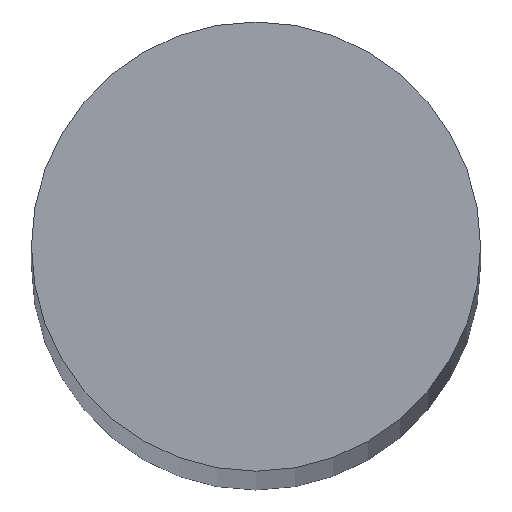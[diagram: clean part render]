
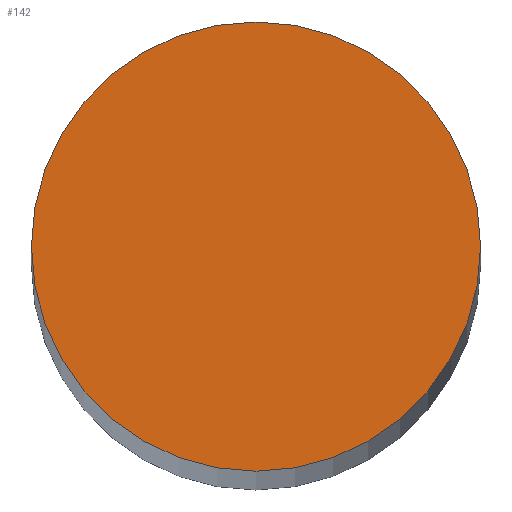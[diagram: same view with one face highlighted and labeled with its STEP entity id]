
A CAD part, top view. The second image highlights one B-rep face of the part: STEP entity #142.
In plain terms, the highlighted planar face has unit normal (0, 0, 1).
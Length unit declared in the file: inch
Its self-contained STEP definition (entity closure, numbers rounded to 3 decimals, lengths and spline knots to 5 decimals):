
#19 = AXIS2_PLACEMENT_3D ( 'NONE', #317, #196, #259 ) ;
#24 = CARTESIAN_POINT ( 'NONE',  ( -1., 3.25, 0. ) ) ;
#51 = CIRCLE ( 'NONE', #19, 1. ) ;
#75 = CARTESIAN_POINT ( 'NONE',  ( 1., 3.25, 0. ) ) ;
#81 = PLANE ( 'NONE',  #332 ) ;
#109 = CARTESIAN_POINT ( 'NONE',  ( 0., 3.25, 0. ) ) ;
#139 = FACE_OUTER_BOUND ( 'NONE', #375, .T. ) ;
#142 = ADVANCED_FACE ( 'NONE', ( #139 ), #81, .T. ) ;
#154 = VERTEX_POINT ( 'NONE', #24 ) ;
#167 = DIRECTION ( 'NONE',  ( 0., 0., 1. ) ) ;
#193 = DIRECTION ( 'NONE',  ( 0., 0., 1. ) ) ;
#196 = DIRECTION ( 'NONE',  ( 0., 0., 1. ) ) ;
#222 = ORIENTED_EDGE ( 'NONE', *, *, #281, .T. ) ;
#230 = DIRECTION ( 'NONE',  ( 1., 0., 0. ) ) ;
#233 = CARTESIAN_POINT ( 'NONE',  ( 0., 3.25, 0. ) ) ;
#259 = DIRECTION ( 'NONE',  ( 1., 0., 0. ) ) ;
#281 = EDGE_CURVE ( 'NONE', #154, #344, #305, .T. ) ;
#305 = CIRCLE ( 'NONE', #340, 1. ) ;
#317 = CARTESIAN_POINT ( 'NONE',  ( 0., 3.25, 0. ) ) ;
#332 = AXIS2_PLACEMENT_3D ( 'NONE', #233, #193, #351 ) ;
#340 = AXIS2_PLACEMENT_3D ( 'NONE', #109, #167, #230 ) ;
#344 = VERTEX_POINT ( 'NONE', #75 ) ;
#351 = DIRECTION ( 'NONE',  ( 1., 0., 0. ) ) ;
#357 = EDGE_CURVE ( 'NONE', #344, #154, #51, .T. ) ;
#375 = EDGE_LOOP ( 'NONE', ( #378, #222 ) ) ;
#378 = ORIENTED_EDGE ( 'NONE', *, *, #357, .T. ) ;
